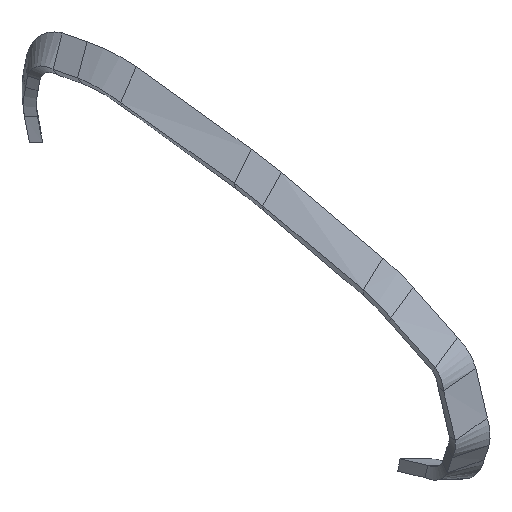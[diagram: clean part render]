
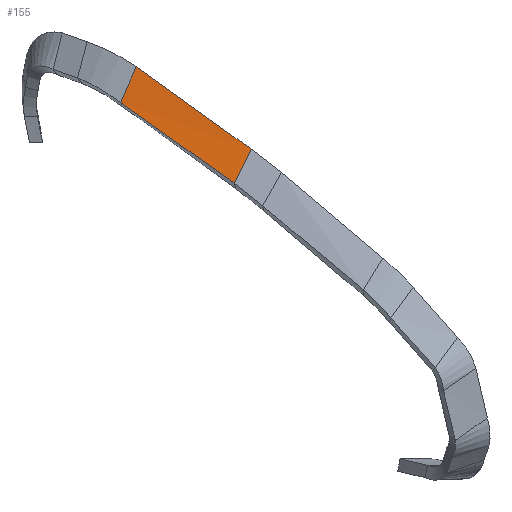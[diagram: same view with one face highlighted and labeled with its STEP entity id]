
A CAD part, top view. The second image highlights one B-rep face of the part: STEP entity #155.
In plain terms, the highlighted free-form (B-spline) face has degree [1, 2] with [2, 5] control points.
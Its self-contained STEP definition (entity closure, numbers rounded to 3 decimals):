
#4 = CARTESIAN_POINT ( 'NONE',  ( -31.073, 172.29, 84.516 ) ) ;
#44 = CARTESIAN_POINT ( 'NONE',  ( 5.799, 146.007, 111.478 ) ) ;
#71 = DIRECTION ( 'NONE',  ( 0.418, 0.849, -0.323 ) ) ;
#104 = VERTEX_POINT ( 'NONE', #364 ) ;
#152 = VECTOR ( 'NONE', #969, 1000. ) ;
#155 = ADVANCED_FACE ( 'NONE', ( #369 ), #1277, .T. ) ;
#219 = CARTESIAN_POINT ( 'NONE',  ( 1.388, 160.093, 103.299 ) ) ;
#272 = CARTESIAN_POINT ( 'NONE',  ( 28.19, 140.854, 121.913 ) ) ;
#318 = ORIENTED_EDGE ( 'NONE', *, *, #1631, .T. ) ;
#364 = CARTESIAN_POINT ( 'NONE',  ( 28.19, 140.854, 121.913 ) ) ;
#368 = VECTOR ( 'NONE', #71, 1000. ) ;
#369 = FACE_OUTER_BOUND ( 'NONE', #2146, .T. ) ;
#380 = CARTESIAN_POINT ( 'NONE',  ( -46.438, 194.286, 70.098 ) ) ;
#391 = CARTESIAN_POINT ( 'NONE',  ( 1.388, 160.093, 103.299 ) ) ;
#440 = VERTEX_POINT ( 'NONE', #1973 ) ;
#542 = CARTESIAN_POINT ( 'NONE',  ( -2.267, 151.76, 105.577 ) ) ;
#604 = ORIENTED_EDGE ( 'NONE', *, *, #1076, .F. ) ;
#714 = ORIENTED_EDGE ( 'NONE', *, *, #1356, .F. ) ;
#759 = CARTESIAN_POINT ( 'NONE',  ( 24.265, 132.891, 124.941 ) ) ;
#819 = VERTEX_POINT ( 'NONE', #542 ) ;
#900 =( BOUNDED_CURVE ( )  B_SPLINE_CURVE ( 2, ( #1114, #1857, #391 ),
 .UNSPECIFIED., .F., .T. ) 
 B_SPLINE_CURVE_WITH_KNOTS ( ( 3, 3 ),
 ( 0., 0.359 ),
 .UNSPECIFIED. ) 
 CURVE ( )  GEOMETRIC_REPRESENTATION_ITEM ( )  RATIONAL_B_SPLINE_CURVE ( ( 1., 0.998, 0.999 ) ) 
 REPRESENTATION_ITEM ( '' )  );
#969 = DIRECTION ( 'NONE',  ( 0.39, 0.888, -0.243 ) ) ;
#1031 = CARTESIAN_POINT ( 'NONE',  ( 24.265, 132.891, 124.941 ) ) ;
#1076 = EDGE_CURVE ( 'NONE', #819, #1417, #2082, .T. ) ;
#1114 = CARTESIAN_POINT ( 'NONE',  ( 28.19, 140.854, 121.913 ) ) ;
#1146 = CARTESIAN_POINT ( 'NONE',  ( -49.479, 185.461, 71.023 ) ) ;
#1159 = CARTESIAN_POINT ( 'NONE',  ( -9.103, 167.608, 96.015 ) ) ;
#1186 = CARTESIAN_POINT ( 'NONE',  ( 11.004, 142.31, 115.273 ) ) ;
#1206 = LINE ( 'NONE', #272, #368 ) ;
#1277 =( BOUNDED_SURFACE ( )  B_SPLINE_SURFACE ( 1, 2, ( 
 ( #759, #44, #2419, #4, #1146 ),
 ( #2050, #1499, #1159, #1510, #380 ) ),
 .UNSPECIFIED., .F., .F., .F. ) 
 B_SPLINE_SURFACE_WITH_KNOTS ( ( 2, 2 ),
 ( 3, 2, 3 ),
 ( 0., 1. ),
 ( 0., 0.5, 1. ),
 .UNSPECIFIED. ) 
 GEOMETRIC_REPRESENTATION_ITEM ( )  RATIONAL_B_SPLINE_SURFACE ( (
 ( 1., 0.998, 1., 0.998, 1.),
 ( 1., 0.998, 1., 0.998, 1.) ) ) 
 REPRESENTATION_ITEM ( '' )  SURFACE ( )  );
#1356 = EDGE_CURVE ( 'NONE', #440, #819, #1644, .T. ) ;
#1417 = VERTEX_POINT ( 'NONE', #1848 ) ;
#1499 = CARTESIAN_POINT ( 'NONE',  ( 9.555, 154.25, 108.967 ) ) ;
#1510 = CARTESIAN_POINT ( 'NONE',  ( -27.761, 180.967, 83.062 ) ) ;
#1631 = EDGE_CURVE ( 'NONE', #440, #104, #1206, .T. ) ;
#1644 =( BOUNDED_CURVE ( )  B_SPLINE_CURVE ( 2, ( #1031, #1186, #1934 ),
 .UNSPECIFIED., .F., .T. ) 
 B_SPLINE_CURVE_WITH_KNOTS ( ( 3, 3 ),
 ( 0., 0.359 ),
 .UNSPECIFIED. ) 
 CURVE ( )  GEOMETRIC_REPRESENTATION_ITEM ( )  RATIONAL_B_SPLINE_CURVE ( ( 1., 0.998, 0.999 ) ) 
 REPRESENTATION_ITEM ( '' )  );
#1848 = CARTESIAN_POINT ( 'NONE',  ( 1.388, 160.093, 103.299 ) ) ;
#1857 = CARTESIAN_POINT ( 'NONE',  ( 14.807, 150.474, 112.616 ) ) ;
#1904 = EDGE_CURVE ( 'NONE', #104, #1417, #900, .T. ) ;
#1934 = CARTESIAN_POINT ( 'NONE',  ( -2.267, 151.76, 105.577 ) ) ;
#1973 = CARTESIAN_POINT ( 'NONE',  ( 24.265, 132.891, 124.941 ) ) ;
#2050 = CARTESIAN_POINT ( 'NONE',  ( 28.19, 140.854, 121.913 ) ) ;
#2082 = LINE ( 'NONE', #219, #152 ) ;
#2146 = EDGE_LOOP ( 'NONE', ( #2272, #604, #714, #318 ) ) ;
#2272 = ORIENTED_EDGE ( 'NONE', *, *, #1904, .T. ) ;
#2419 = CARTESIAN_POINT ( 'NONE',  ( -12.637, 159.149, 97.997 ) ) ;
